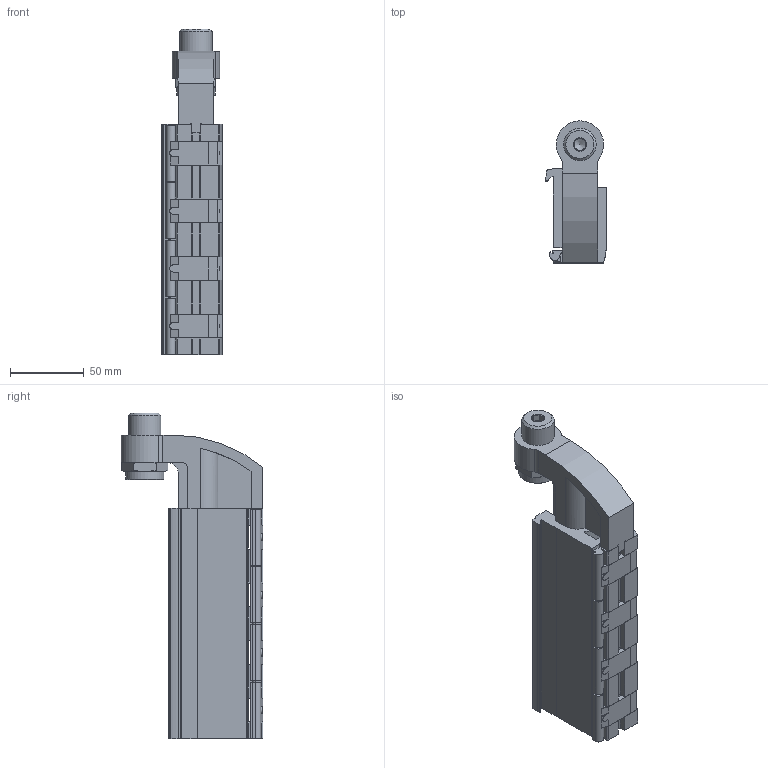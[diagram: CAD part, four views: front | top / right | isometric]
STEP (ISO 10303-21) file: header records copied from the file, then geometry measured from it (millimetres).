
FILE_DESCRIPTION(/* description */ ('STEP AP214'),/* implementation_level */ '2;1');
FILE_NAME(/* name */ '541694_KYC-40',/* time_stamp */ '2024-08-26T15:08:02+02:00',/* author */ ('License CC BY-ND 4.0'),/* organization */ ('CADENAS'),/* preprocessor_version */ 'ST-DEVELOPER v19.3',/* originating_system */ 'PARTsolutions',/* authorisation */ ' ');
FILE_SCHEMA (('AUTOMOTIVE_DESIGN {1 0 10303 214 3 1 1}'));
Length unit declared in the file: millimetre
Products named in the file (7): 541694 KYC-40; 690924 KYC-40; 690920 KYC-40; 691768 KYC-40; 337143 VAL; 713001 DADM-DGC/KYC-18/40; DIN-912 - M12x150(F)
Assembly tree (9 placements, depth 2):
  541694 KYC-40
    690924 KYC-40
    690920 KYC-40
    691768 KYC-40
    337143 VAL
    713001 DADM-DGC/KYC-18/40  x4
    DIN-912 - M12x150(F)
Bounding box: 40.7 x 95.95 x 220.5 mm (x, y, z)
Volume: 339572 mm3; surface area: 95868.5 mm2
Topology: 9 solids, 9 shells, 459 faces, 1230 edges, 798 vertices
Faces by surface type: plane 223, cylinder 184, cone 50, torus 2
Full cylindrical faces by diameter (mm): 4.917 x4, 6.6 x4, 8 x1, 10.106 x1, 12 x1, 13.5 x1, 18 x1, 18.6 x1, 20 x3, 20.376 x2, 22 x1, 26 x1
Entity records: 9961 total; most frequent: CARTESIAN_POINT 1810, DIRECTION 1718, ORIENTED_EDGE 1582, EDGE_CURVE 791, AXIS2_PLACEMENT_3D 632, VERTEX_POINT 540, LINE 454, VECTOR 454
